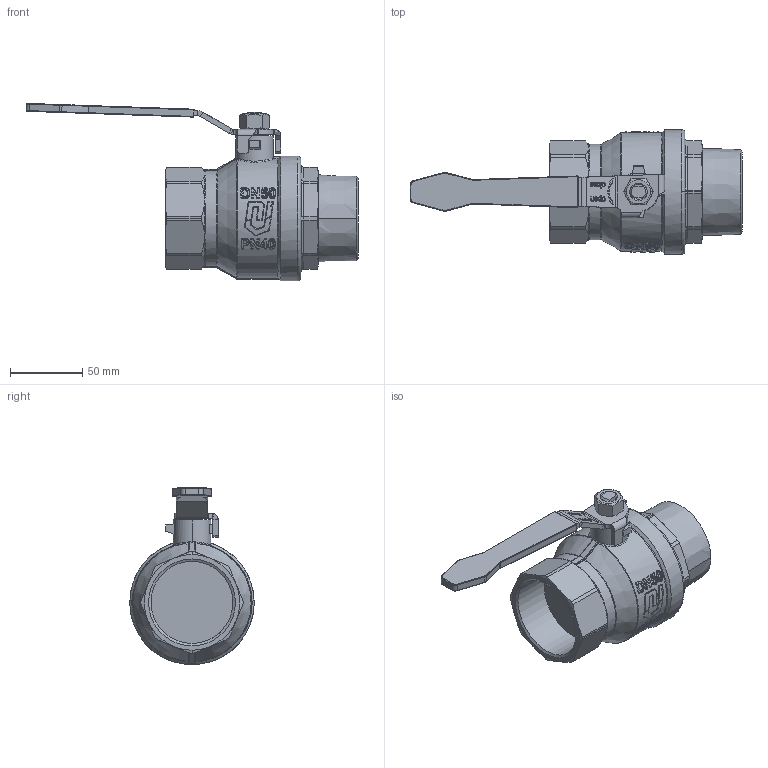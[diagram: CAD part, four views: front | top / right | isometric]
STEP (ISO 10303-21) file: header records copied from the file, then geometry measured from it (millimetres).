
FILE_DESCRIPTION(('HOOPS Exchange Step'),'2;1');
FILE_NAME('GK0201_DN50.stp','2025-02-21T09:18:15+01:00',('nieru'),('Unknown organisation'),'HOOPS Exchange 2024.2','HOOPS Exchange','Unknown authorisation');
FILE_SCHEMA( ('AP203_CONFIGURATION_CONTROLLED_3D_DESIGN_OF_MECHANICAL_PARTS_AND_ASSEMBLIES_MIM_LF') );
Length unit declared in the file: millimetre
Products named in the file (2): 0; root
Assembly tree (1 placements, depth 2):
  root
    0
Bounding box: 229.4 x 86 x 122.5 mm (x, y, z)
Volume: 442416.7 mm3; surface area: 63505.1 mm2
Topology: 3 solids, 3 shells, 1532 faces, 3672 edges, 2161 vertices
Faces by surface type: bspline 830, cylinder 333, plane 204, torus 105, cone 49, sphere 11
Full cylindrical faces by diameter (mm): 10.106 x1, 12 x2, 13.95 x1, 56.656 x1, 86 x1
Entity records: 116747 total; most frequent: CARTESIAN_POINT 86697, ORIENTED_EDGE 7290, DIRECTION 4221, EDGE_CURVE 3645, VERTEX_POINT 2163, B_SPLINE_CURVE_WITH_KNOTS 1796, AXIS2_PLACEMENT_3D 1757, EDGE_LOOP 1580
